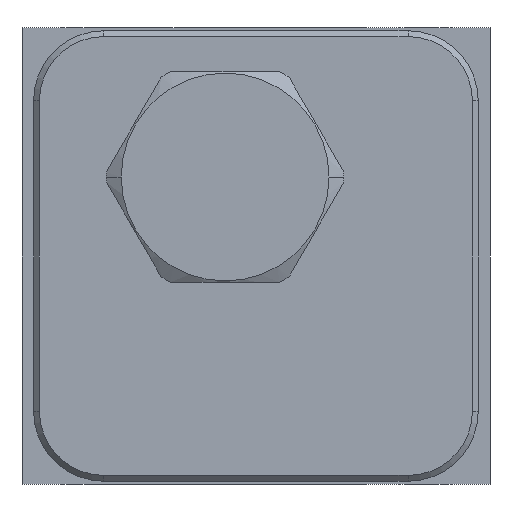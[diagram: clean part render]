
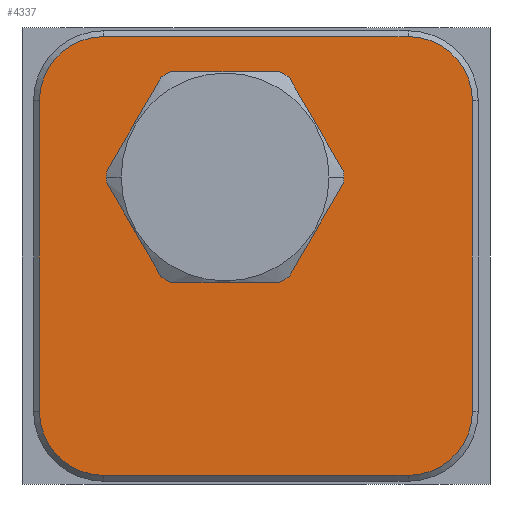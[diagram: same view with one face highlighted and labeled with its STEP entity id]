
A CAD part, front view. The second image highlights one B-rep face of the part: STEP entity #4337.
In plain terms, the highlighted planar face has unit normal (0, -1, 0).
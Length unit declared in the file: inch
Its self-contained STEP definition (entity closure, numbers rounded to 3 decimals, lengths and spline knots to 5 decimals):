
#879=CARTESIAN_POINT('',(2.062,-4.938,2.047));
#880=DIRECTION('',(0.,1.,0.));
#881=DIRECTION('',(0.,0.,1.));
#882=AXIS2_PLACEMENT_3D('',#879,#880,#881);
#893=CARTESIAN_POINT('',(1.085,-4.938,1.641));
#894=DIRECTION('',(0.,1.,0.));
#895=DIRECTION('',(0.,0.,-1.));
#896=AXIS2_PLACEMENT_3D('',#893,#894,#895);
#898=CARTESIAN_POINT('',(1.085,-4.938,1.641));
#899=DIRECTION('',(0.,1.,0.));
#900=DIRECTION('',(0.,0.,1.));
#901=AXIS2_PLACEMENT_3D('',#898,#899,#900);
#2562=DIRECTION('',(0.,0.,-1.));
#2563=VECTOR('',#2562,1.656);
#2564=CARTESIAN_POINT('',(2.406,-4.938,2.047));
#2565=LINE('',#2564,#2563);
#2582=CARTESIAN_POINT('',(2.062,-4.938,0.391));
#2583=DIRECTION('',(0.,1.,0.));
#2584=DIRECTION('',(1.,0.,0.));
#2585=AXIS2_PLACEMENT_3D('',#2582,#2583,#2584);
#2600=DIRECTION('',(-1.,0.,0.));
#2601=VECTOR('',#2600,1.625);
#2602=CARTESIAN_POINT('',(2.062,-4.938,0.047));
#2603=LINE('',#2602,#2601);
#2616=CARTESIAN_POINT('',(0.437,-4.938,0.391));
#2617=DIRECTION('',(0.,1.,0.));
#2618=DIRECTION('',(0.,0.,-1.));
#2619=AXIS2_PLACEMENT_3D('',#2616,#2617,#2618);
#2630=DIRECTION('',(0.,0.,1.));
#2631=VECTOR('',#2630,1.656);
#2632=CARTESIAN_POINT('',(0.093,-4.938,0.391));
#2633=LINE('',#2632,#2631);
#2650=CARTESIAN_POINT('',(0.437,-4.938,2.047));
#2651=DIRECTION('',(0.,1.,0.));
#2652=DIRECTION('',(-1.,0.,0.));
#2653=AXIS2_PLACEMENT_3D('',#2650,#2651,#2652);
#2664=DIRECTION('',(1.,0.,0.));
#2665=VECTOR('',#2664,1.625);
#2666=CARTESIAN_POINT('',(0.437,-4.938,2.391));
#2667=LINE('',#2666,#2665);
#3886=CARTESIAN_POINT('',(1.085,-4.938,1.101));
#3887=CARTESIAN_POINT('',(1.085,-4.938,2.181));
#3888=VERTEX_POINT('',#3886);
#3889=VERTEX_POINT('',#3887);
#3932=CARTESIAN_POINT('',(2.062,-4.938,0.047));
#3933=CARTESIAN_POINT('',(0.437,-4.938,0.047));
#3934=VERTEX_POINT('',#3932);
#3935=VERTEX_POINT('',#3933);
#3940=CARTESIAN_POINT('',(0.093,-4.938,0.391));
#3941=VERTEX_POINT('',#3940);
#3944=CARTESIAN_POINT('',(0.093,-4.938,2.047));
#3945=VERTEX_POINT('',#3944);
#3948=CARTESIAN_POINT('',(0.437,-4.938,2.391));
#3949=VERTEX_POINT('',#3948);
#3952=CARTESIAN_POINT('',(2.062,-4.938,2.391));
#3953=VERTEX_POINT('',#3952);
#3956=CARTESIAN_POINT('',(2.406,-4.938,2.047));
#3957=VERTEX_POINT('',#3956);
#3960=CARTESIAN_POINT('',(2.406,-4.938,0.391));
#3961=VERTEX_POINT('',#3960);
#4309=CARTESIAN_POINT('',(0.,-4.938,0.));
#4310=DIRECTION('',(0.,-1.,0.));
#4311=DIRECTION('',(1.,0.,0.));
#4312=AXIS2_PLACEMENT_3D('',#4309,#4310,#4311);
#4313=PLANE('',#4312);
#4314=ORIENTED_EDGE('',*,*,#4299,.T.);
#4316=ORIENTED_EDGE('',*,*,#4315,.T.);
#4318=ORIENTED_EDGE('',*,*,#4317,.T.);
#4320=ORIENTED_EDGE('',*,*,#4319,.T.);
#4322=ORIENTED_EDGE('',*,*,#4321,.T.);
#4324=ORIENTED_EDGE('',*,*,#4323,.T.);
#4326=ORIENTED_EDGE('',*,*,#4325,.T.);
#4328=ORIENTED_EDGE('',*,*,#4327,.T.);
#4329=EDGE_LOOP('',(#4314,#4316,#4318,#4320,#4322,#4324,#4326,#4328));
#4330=FACE_OUTER_BOUND('',#4329,.F.);
#4332=ORIENTED_EDGE('',*,*,#4331,.F.);
#4334=ORIENTED_EDGE('',*,*,#4333,.F.);
#4335=EDGE_LOOP('',(#4332,#4334));
#4336=FACE_BOUND('',#4335,.F.);
#4337=ADVANCED_FACE('',(#4330,#4336),#4313,.T.);
#883=CIRCLE('',#882,0.344);
#897=CIRCLE('',#896,0.54);
#902=CIRCLE('',#901,0.54);
#2586=CIRCLE('',#2585,0.344);
#2620=CIRCLE('',#2619,0.344);
#2654=CIRCLE('',#2653,0.344);
#4299=EDGE_CURVE('',#3953,#3957,#883,.T.);
#4315=EDGE_CURVE('',#3957,#3961,#2565,.T.);
#4317=EDGE_CURVE('',#3961,#3934,#2586,.T.);
#4319=EDGE_CURVE('',#3934,#3935,#2603,.T.);
#4321=EDGE_CURVE('',#3935,#3941,#2620,.T.);
#4323=EDGE_CURVE('',#3941,#3945,#2633,.T.);
#4325=EDGE_CURVE('',#3945,#3949,#2654,.T.);
#4327=EDGE_CURVE('',#3949,#3953,#2667,.T.);
#4331=EDGE_CURVE('',#3888,#3889,#897,.T.);
#4333=EDGE_CURVE('',#3889,#3888,#902,.T.);
